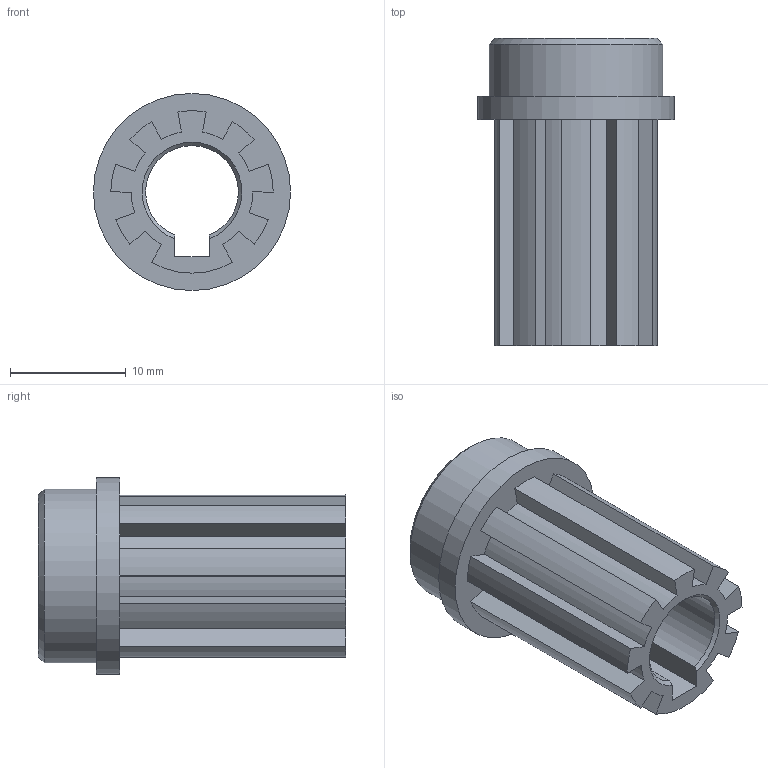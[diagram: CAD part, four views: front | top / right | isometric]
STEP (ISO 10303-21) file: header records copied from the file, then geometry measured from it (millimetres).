
FILE_DESCRIPTION(/* description */ ('Adaptateur Ø8 15dts mod1.5'),/* implementation_level */ '2;1');
FILE_NAME(/* name */ '103 Adaptateur Ø8 15dts mod1.5.stp',/* time_stamp */ '2022-05-01T14:20:50+02:00',/* author */ ('Feuille'),/* organization */ ('ACTIA'),/* preprocessor_version */ 'ST-DEVELOPER v17',/* originating_system */ 'Autodesk Inventor 2019',/* authorisation */ '');
FILE_SCHEMA (('AUTOMOTIVE_DESIGN { 1 0 10303 214 3 1 1 }'));
Length unit declared in the file: millimetre
Products named in the file (1): 103
Bounding box: 17 x 26.5 x 17 mm (x, y, z)
Volume: 2282 mm3; surface area: 2740.4 mm2
Topology: 1 solids, 1 shells, 44 faces, 121 edges, 81 vertices
Faces by surface type: plane 23, cylinder 19, cone 2
Full cylindrical faces by diameter (mm): 15 x1, 17 x1
Entity records: 1450 total; most frequent: DIRECTION 251, CARTESIAN_POINT 251, ORIENTED_EDGE 242, EDGE_CURVE 121, AXIS2_PLACEMENT_3D 87, VERTEX_POINT 81, LINE 77, VECTOR 77
